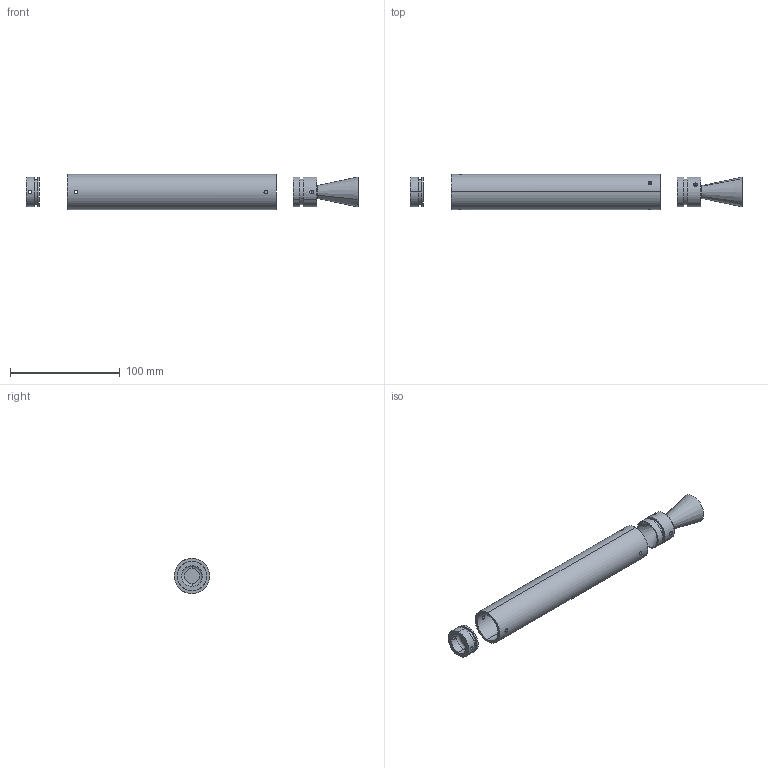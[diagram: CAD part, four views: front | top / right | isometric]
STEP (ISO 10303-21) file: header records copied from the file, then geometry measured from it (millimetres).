
FILE_DESCRIPTION (( 'STEP AP203' ), '1' );
FILE_NAME ('A-100M.STEP', '2020-12-31T15:05:25', ( '' ), ( '' ), 'SwSTEP 2.0', 'SolidWorks 2020', '' );
FILE_SCHEMA (( 'CONFIG_CONTROL_DESIGN' ));
Length unit declared in the file: millimetre
Products named in the file (4): A-100M; A-100M Casing_Valor predeterminado; A-100M Bulkhead_Valor predeterminado; A-100M Nozzle_Valor predeterminado
Assembly tree (3 placements, depth 2):
  A-100M
    A-100M Casing_Valor predeterminado
    A-100M Nozzle_Valor predeterminado
    A-100M Bulkhead_Valor predeterminado
Bounding box: 302.43 x 32.03 x 32.03 mm (x, y, z)
Volume: 58448.8 mm3; surface area: 47070.3 mm2
Topology: 3 solids, 3 shells, 91 faces, 210 edges, 128 vertices
Faces by surface type: cylinder 40, cone 27, plane 12, torus 12
Entity records: 3803 total; most frequent: CARTESIAN_POINT 1336, DIRECTION 447, ORIENTED_EDGE 408, EDGE_CURVE 204, AXIS2_PLACEMENT_3D 195, VERTEX_POINT 128, EDGE_LOOP 118, CIRCLE 98
